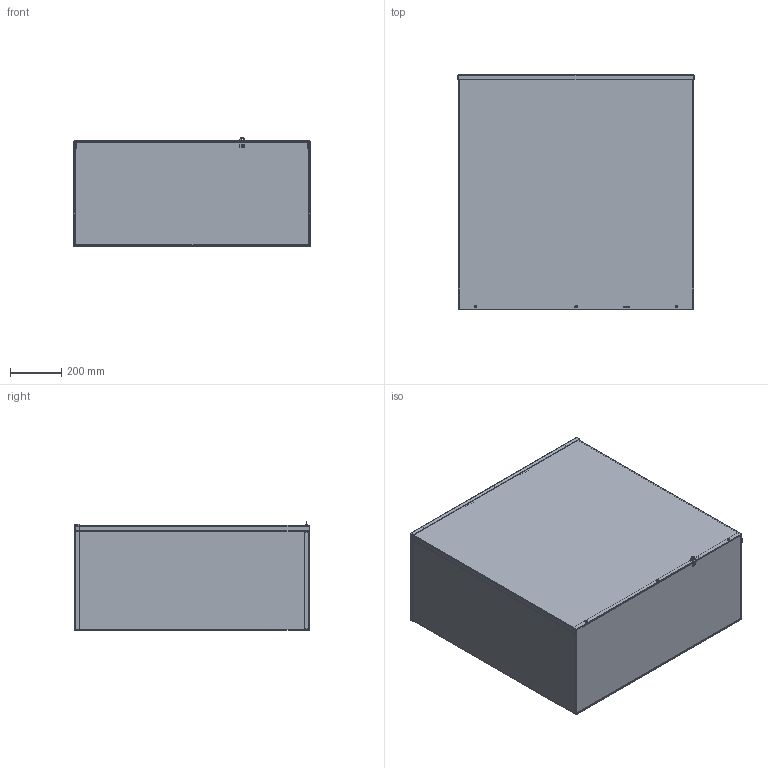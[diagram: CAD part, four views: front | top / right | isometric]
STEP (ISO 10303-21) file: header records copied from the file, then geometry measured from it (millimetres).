
FILE_DESCRIPTION(/* description */ ('RSC, NEMA 3R, GALV, BKPA, 36X36X16'),/* implementation_level */ '2;1');
FILE_NAME(/* name */ 'RSC363616G.stp',/* time_stamp */ '2015-05-25T22:18:51+06:00',/* author */ ('vdas'),/* organization */ (''),/* preprocessor_version */ 'ST-DEVELOPER v15.2',/* originating_system */ 'Autodesk Inventor 2014',/* authorisation */ '');
FILE_SCHEMA (('AUTOMOTIVE_DESIGN { 1 0 10303 214 3 1 1 }'));
Length unit declared in the file: inch
Products named in the file (9): RSC363616GBKPA; RSC3616GEWPA; RSC3636GLFA; RSC3616GCPA; 3183; 31823; 37214; 36915-12GA; RSC363616G
Bounding box: 923.92 x 917.76 x 427.81 mm (x, y, z)
Volume: 7805162.1 mm3; surface area: 6598109 mm2
Topology: 11 solids, 11 shells, 367 faces, 849 edges, 508 vertices
Faces by surface type: plane 226, cylinder 64, cone 35, bspline 25, torus 10, sphere 7
Full cylindrical faces by diameter (mm): 3.175 x2, 3.454 x2, 4.343 x4, 4.826 x3, 6.655 x1, 7.144 x4, 7.938 x6, 9.525 x1
Entity records: 8000 total; most frequent: CARTESIAN_POINT 1818, DIRECTION 1198, ORIENTED_EDGE 1138, EDGE_CURVE 569, AXIS2_PLACEMENT_3D 416, LINE 366, VECTOR 366, EDGE_LOOP 347
